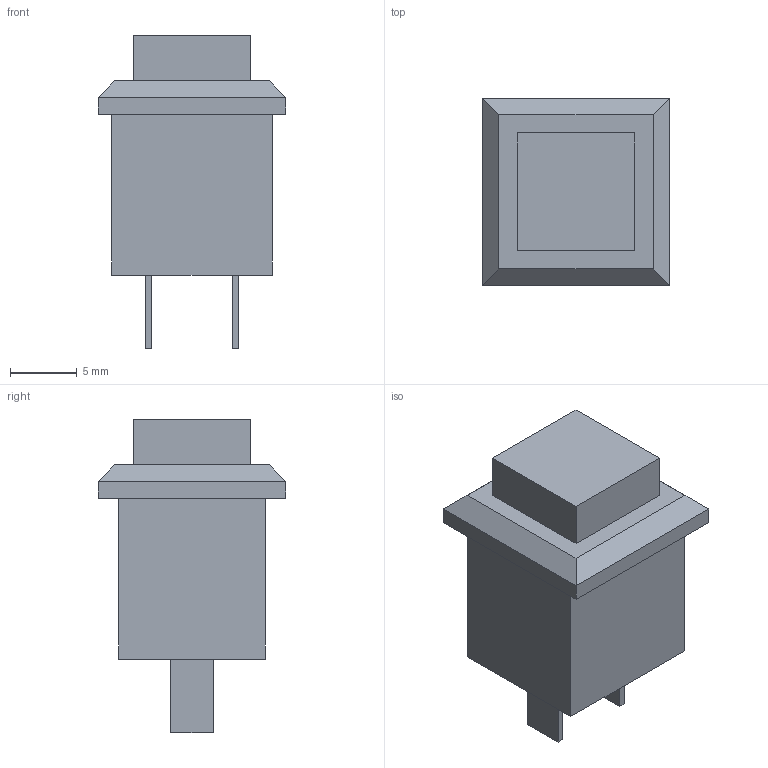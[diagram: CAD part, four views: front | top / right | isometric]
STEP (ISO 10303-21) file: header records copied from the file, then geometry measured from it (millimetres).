
FILE_DESCRIPTION (( 'STEP AP214' ), '1' );
FILE_NAME ('Button Simplified Model.STEP', '2023-08-01T09:58:16', ( '' ), ( '' ), 'SwSTEP 2.0', 'SolidWorks 2016', '' );
FILE_SCHEMA (( 'AUTOMOTIVE_DESIGN' ));
Length unit declared in the file: millimetre
Products named in the file (1): Button Simplified Model
Bounding box: 14 x 14 x 23.4 mm (x, y, z)
Volume: 2299.4 mm3; surface area: 1239.1 mm2
Topology: 1 solids, 1 shells, 30 faces, 68 edges, 44 vertices
Faces by surface type: plane 30
Entity records: 1074 total; most frequent: CARTESIAN_POINT 143, ORIENTED_EDGE 136, DIRECTION 130, VECTOR 68, EDGE_CURVE 68, LINE 68, VERTEX_POINT 44, EDGE_LOOP 34
